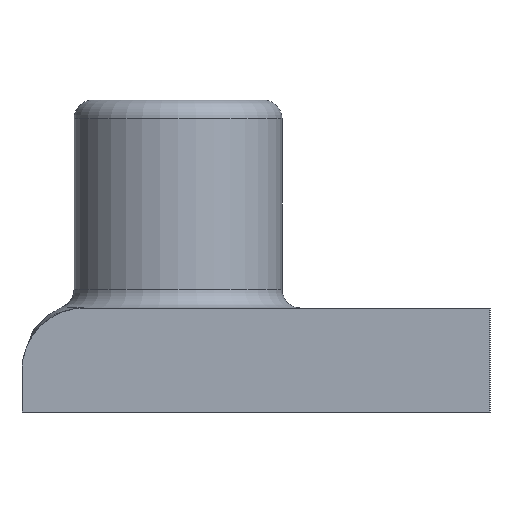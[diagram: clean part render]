
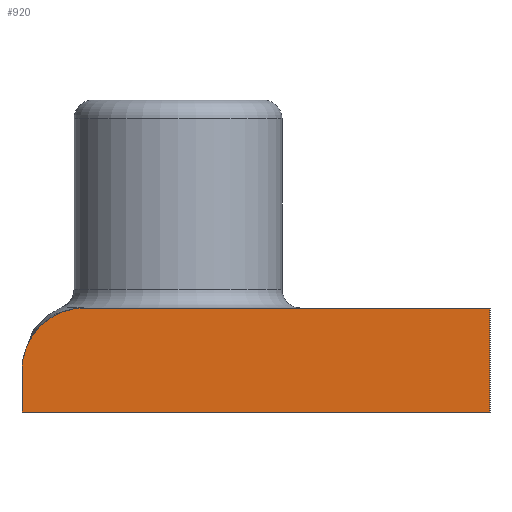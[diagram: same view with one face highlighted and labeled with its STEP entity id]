
A CAD part, left-side view. The second image highlights one B-rep face of the part: STEP entity #920.
In plain terms, the highlighted planar face has unit normal (-1, 0, 0).
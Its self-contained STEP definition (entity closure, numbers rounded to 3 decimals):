
#33 = PLANE('',#34);
#34 = AXIS2_PLACEMENT_3D('',#35,#36,#37);
#35 = CARTESIAN_POINT('',(0.,16.501,5.));
#36 = DIRECTION('',(0.,0.,1.));
#37 = DIRECTION('',(1.,0.,0.));
#163 = VERTEX_POINT('',#164);
#164 = CARTESIAN_POINT('',(-12.,24.5,5.));
#178 = CYLINDRICAL_SURFACE('',#179,3.);
#179 = AXIS2_PLACEMENT_3D('',#180,#181,#182);
#180 = CARTESIAN_POINT('',(12.,24.5,2.));
#181 = DIRECTION('',(-1.,0.,0.));
#182 = DIRECTION('',(0.,0.,1.));
#190 = EDGE_CURVE('',#163,#191,#193,.T.);
#191 = VERTEX_POINT('',#192);
#192 = CARTESIAN_POINT('',(-12.,5.,5.));
#193 = SURFACE_CURVE('',#194,(#198,#205),.PCURVE_S1.);
#194 = LINE('',#195,#196);
#195 = CARTESIAN_POINT('',(-12.,27.5,5.));
#196 = VECTOR('',#197,1.);
#197 = DIRECTION('',(0.,-1.,0.));
#198 = PCURVE('',#33,#199);
#199 = DEFINITIONAL_REPRESENTATION('',(#200),#204);
#200 = LINE('',#201,#202);
#201 = CARTESIAN_POINT('',(-12.,10.999));
#202 = VECTOR('',#203,1.);
#203 = DIRECTION('',(0.,-1.));
#204 = ( GEOMETRIC_REPRESENTATION_CONTEXT(2) 
PARAMETRIC_REPRESENTATION_CONTEXT() REPRESENTATION_CONTEXT('2D SPACE',''
  ) );
#205 = PCURVE('',#206,#211);
#206 = PLANE('',#207);
#207 = AXIS2_PLACEMENT_3D('',#208,#209,#210);
#208 = CARTESIAN_POINT('',(-12.,27.5,0.));
#209 = DIRECTION('',(1.,0.,0.));
#210 = DIRECTION('',(0.,-1.,0.));
#211 = DEFINITIONAL_REPRESENTATION('',(#212),#216);
#212 = LINE('',#213,#214);
#213 = CARTESIAN_POINT('',(0.,-5.));
#214 = VECTOR('',#215,1.);
#215 = DIRECTION('',(1.,0.));
#216 = ( GEOMETRIC_REPRESENTATION_CONTEXT(2) 
PARAMETRIC_REPRESENTATION_CONTEXT() REPRESENTATION_CONTEXT('2D SPACE',''
  ) );
#234 = PLANE('',#235);
#235 = AXIS2_PLACEMENT_3D('',#236,#237,#238);
#236 = CARTESIAN_POINT('',(-12.,5.,0.));
#237 = DIRECTION('',(0.,1.,0.));
#238 = DIRECTION('',(1.,0.,0.));
#524 = PLANE('',#525);
#525 = AXIS2_PLACEMENT_3D('',#526,#527,#528);
#526 = CARTESIAN_POINT('',(12.,27.5,0.));
#527 = DIRECTION('',(0.,-1.,0.));
#528 = DIRECTION('',(-1.,0.,0.));
#620 = PLANE('',#621);
#621 = AXIS2_PLACEMENT_3D('',#622,#623,#624);
#622 = CARTESIAN_POINT('',(0.,16.501,0.));
#623 = DIRECTION('',(0.,0.,1.));
#624 = DIRECTION('',(1.,0.,0.));
#784 = EDGE_CURVE('',#785,#191,#787,.T.);
#785 = VERTEX_POINT('',#786);
#786 = CARTESIAN_POINT('',(-12.,5.,0.));
#787 = SURFACE_CURVE('',#788,(#792,#799),.PCURVE_S1.);
#788 = LINE('',#789,#790);
#789 = CARTESIAN_POINT('',(-12.,5.,0.));
#790 = VECTOR('',#791,1.);
#791 = DIRECTION('',(0.,0.,1.));
#792 = PCURVE('',#234,#793);
#793 = DEFINITIONAL_REPRESENTATION('',(#794),#798);
#794 = LINE('',#795,#796);
#795 = CARTESIAN_POINT('',(0.,0.));
#796 = VECTOR('',#797,1.);
#797 = DIRECTION('',(0.,-1.));
#798 = ( GEOMETRIC_REPRESENTATION_CONTEXT(2) 
PARAMETRIC_REPRESENTATION_CONTEXT() REPRESENTATION_CONTEXT('2D SPACE',''
  ) );
#799 = PCURVE('',#206,#800);
#800 = DEFINITIONAL_REPRESENTATION('',(#801),#805);
#801 = LINE('',#802,#803);
#802 = CARTESIAN_POINT('',(22.5,0.));
#803 = VECTOR('',#804,1.);
#804 = DIRECTION('',(0.,-1.));
#805 = ( GEOMETRIC_REPRESENTATION_CONTEXT(2) 
PARAMETRIC_REPRESENTATION_CONTEXT() REPRESENTATION_CONTEXT('2D SPACE',''
  ) );
#920 = ADVANCED_FACE('',(#921),#206,.F.);
#921 = FACE_BOUND('',#922,.F.);
#922 = EDGE_LOOP('',(#923,#948,#974,#975,#976));
#923 = ORIENTED_EDGE('',*,*,#924,.T.);
#924 = EDGE_CURVE('',#925,#927,#929,.T.);
#925 = VERTEX_POINT('',#926);
#926 = CARTESIAN_POINT('',(-12.,27.5,0.));
#927 = VERTEX_POINT('',#928);
#928 = CARTESIAN_POINT('',(-12.,27.5,2.));
#929 = SURFACE_CURVE('',#930,(#934,#941),.PCURVE_S1.);
#930 = LINE('',#931,#932);
#931 = CARTESIAN_POINT('',(-12.,27.5,0.));
#932 = VECTOR('',#933,1.);
#933 = DIRECTION('',(0.,0.,1.));
#934 = PCURVE('',#206,#935);
#935 = DEFINITIONAL_REPRESENTATION('',(#936),#940);
#936 = LINE('',#937,#938);
#937 = CARTESIAN_POINT('',(0.,0.));
#938 = VECTOR('',#939,1.);
#939 = DIRECTION('',(0.,-1.));
#940 = ( GEOMETRIC_REPRESENTATION_CONTEXT(2) 
PARAMETRIC_REPRESENTATION_CONTEXT() REPRESENTATION_CONTEXT('2D SPACE',''
  ) );
#941 = PCURVE('',#524,#942);
#942 = DEFINITIONAL_REPRESENTATION('',(#943),#947);
#943 = LINE('',#944,#945);
#944 = CARTESIAN_POINT('',(24.,0.));
#945 = VECTOR('',#946,1.);
#946 = DIRECTION('',(0.,-1.));
#947 = ( GEOMETRIC_REPRESENTATION_CONTEXT(2) 
PARAMETRIC_REPRESENTATION_CONTEXT() REPRESENTATION_CONTEXT('2D SPACE',''
  ) );
#948 = ORIENTED_EDGE('',*,*,#949,.F.);
#949 = EDGE_CURVE('',#163,#927,#950,.T.);
#950 = SURFACE_CURVE('',#951,(#956,#967),.PCURVE_S1.);
#951 = CIRCLE('',#952,3.);
#952 = AXIS2_PLACEMENT_3D('',#953,#954,#955);
#953 = CARTESIAN_POINT('',(-12.,24.5,2.));
#954 = DIRECTION('',(-1.,0.,0.));
#955 = DIRECTION('',(0.,0.,-1.));
#956 = PCURVE('',#206,#957);
#957 = DEFINITIONAL_REPRESENTATION('',(#958),#966);
#958 = ( BOUNDED_CURVE() B_SPLINE_CURVE(2,(#959,#960,#961,#962,#963,#964
,#965),.UNSPECIFIED.,.T.,.F.) B_SPLINE_CURVE_WITH_KNOTS((1,2,2,2,2,1),(
    -2.094,0.,2.094,4.189,6.283,
8.378),.UNSPECIFIED.) CURVE() GEOMETRIC_REPRESENTATION_ITEM() 
RATIONAL_B_SPLINE_CURVE((1.,0.5,1.,0.5,1.,0.5,1.)) REPRESENTATION_ITEM(
  '') );
#959 = CARTESIAN_POINT('',(3.,1.));
#960 = CARTESIAN_POINT('',(8.196,1.));
#961 = CARTESIAN_POINT('',(5.598,-3.5));
#962 = CARTESIAN_POINT('',(3.,-8.));
#963 = CARTESIAN_POINT('',(0.402,-3.5));
#964 = CARTESIAN_POINT('',(-2.196,1.));
#965 = CARTESIAN_POINT('',(3.,1.));
#966 = ( GEOMETRIC_REPRESENTATION_CONTEXT(2) 
PARAMETRIC_REPRESENTATION_CONTEXT() REPRESENTATION_CONTEXT('2D SPACE',''
  ) );
#967 = PCURVE('',#178,#968);
#968 = DEFINITIONAL_REPRESENTATION('',(#969),#973);
#969 = LINE('',#970,#971);
#970 = CARTESIAN_POINT('',(-3.142,24.));
#971 = VECTOR('',#972,1.);
#972 = DIRECTION('',(1.,0.));
#973 = ( GEOMETRIC_REPRESENTATION_CONTEXT(2) 
PARAMETRIC_REPRESENTATION_CONTEXT() REPRESENTATION_CONTEXT('2D SPACE',''
  ) );
#974 = ORIENTED_EDGE('',*,*,#190,.T.);
#975 = ORIENTED_EDGE('',*,*,#784,.F.);
#976 = ORIENTED_EDGE('',*,*,#977,.F.);
#977 = EDGE_CURVE('',#925,#785,#978,.T.);
#978 = SURFACE_CURVE('',#979,(#983,#990),.PCURVE_S1.);
#979 = LINE('',#980,#981);
#980 = CARTESIAN_POINT('',(-12.,27.5,0.));
#981 = VECTOR('',#982,1.);
#982 = DIRECTION('',(0.,-1.,0.));
#983 = PCURVE('',#206,#984);
#984 = DEFINITIONAL_REPRESENTATION('',(#985),#989);
#985 = LINE('',#986,#987);
#986 = CARTESIAN_POINT('',(0.,0.));
#987 = VECTOR('',#988,1.);
#988 = DIRECTION('',(1.,0.));
#989 = ( GEOMETRIC_REPRESENTATION_CONTEXT(2) 
PARAMETRIC_REPRESENTATION_CONTEXT() REPRESENTATION_CONTEXT('2D SPACE',''
  ) );
#990 = PCURVE('',#620,#991);
#991 = DEFINITIONAL_REPRESENTATION('',(#992),#996);
#992 = LINE('',#993,#994);
#993 = CARTESIAN_POINT('',(-12.,10.999));
#994 = VECTOR('',#995,1.);
#995 = DIRECTION('',(0.,-1.));
#996 = ( GEOMETRIC_REPRESENTATION_CONTEXT(2) 
PARAMETRIC_REPRESENTATION_CONTEXT() REPRESENTATION_CONTEXT('2D SPACE',''
  ) );
